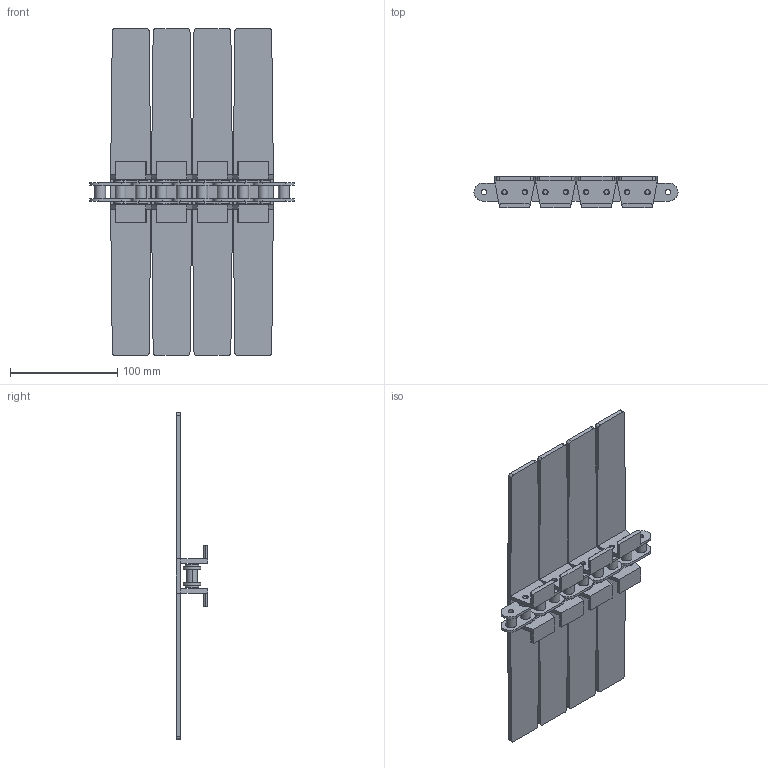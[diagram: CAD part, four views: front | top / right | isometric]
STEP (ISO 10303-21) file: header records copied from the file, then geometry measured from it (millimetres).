
FILE_DESCRIPTION((''),'2;1');
FILE_NAME('1873_TAB_SS_ASM','2021-05-11T',('SYSTEM'),(''),'PRO/ENGINEER BY PARAMETRIC TECHNOLOGY CORPORATION, 2016360','PRO/ENGINEER BY PARAMETRIC TECHNOLOGY CORPORATION, 2016360','');
FILE_SCHEMA(('AUTOMOTIVE_DESIGN { 1 0 10303 214 1 1 1 1 }'));
Length unit declared in the file: inch
Products named in the file (5): 1843_TAB_S; LINK; PIN; CHAIN; 1873_TAB_SS_ASM
Assembly tree (25 placements, depth 2):
  1873_TAB_SS_ASM
    1843_TAB_S  x4
    LINK  x8
    PIN  x8
    CHAIN  x5
Bounding box: 190.5 x 28.96 x 304.8 mm (x, y, z)
Volume: 243595.1 mm3; surface area: 148748.1 mm2
Topology: 25 solids, 25 shells, 428 faces, 1080 edges, 712 vertices
Faces by surface type: cylinder 204, plane 192, cone 32
Entity records: 3366 total; most frequent: DIRECTION 534, CARTESIAN_POINT 502, ORIENTED_EDGE 428, EDGE_CURVE 214, AXIS2_PLACEMENT_3D 206, VERTEX_POINT 140, VECTOR 122, LINE 122
